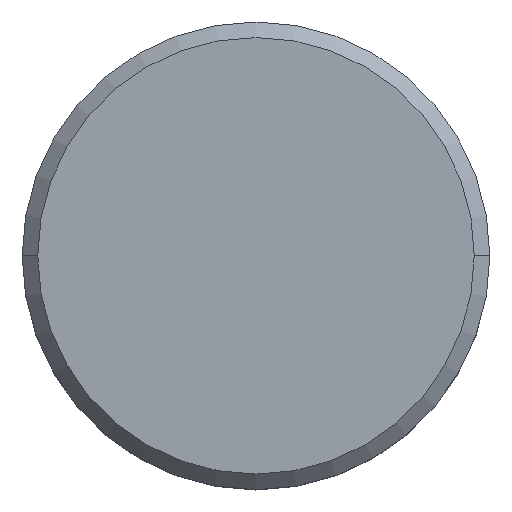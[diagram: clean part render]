
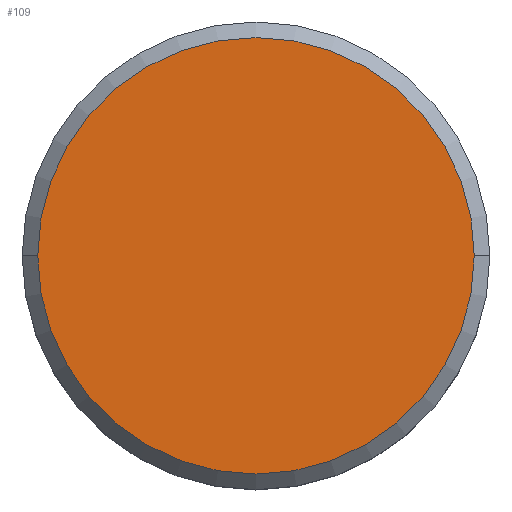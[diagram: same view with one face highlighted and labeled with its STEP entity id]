
A CAD part, top view. The second image highlights one B-rep face of the part: STEP entity #109.
In plain terms, the highlighted planar face has unit normal (0, 0, 1).
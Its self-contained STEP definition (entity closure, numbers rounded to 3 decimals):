
#4 = DIRECTION ( 'NONE',  ( 0., 0., 1. ) ) ;
#109 = ADVANCED_FACE ( 'NONE', ( #410 ), #596, .T. ) ;
#116 = DIRECTION ( 'NONE',  ( 1., 0., 0. ) ) ;
#146 = ORIENTED_EDGE ( 'NONE', *, *, #595, .T. ) ;
#164 = VERTEX_POINT ( 'NONE', #236 ) ;
#168 = EDGE_CURVE ( 'NONE', #164, #438, #522, .T. ) ;
#170 = DIRECTION ( 'NONE',  ( 1., 0., 0. ) ) ;
#172 = CIRCLE ( 'NONE', #552, 7. ) ;
#175 = DIRECTION ( 'NONE',  ( 0., 0., 1. ) ) ;
#236 = CARTESIAN_POINT ( 'NONE',  ( -7., 0., 0. ) ) ;
#282 = AXIS2_PLACEMENT_3D ( 'NONE', #325, #175, #170 ) ;
#325 = CARTESIAN_POINT ( 'NONE',  ( 0., 0., 0. ) ) ;
#347 = ORIENTED_EDGE ( 'NONE', *, *, #168, .T. ) ;
#380 = CARTESIAN_POINT ( 'NONE',  ( 0., 0., 0. ) ) ;
#409 = CARTESIAN_POINT ( 'NONE',  ( 7., 0., 0. ) ) ;
#410 = FACE_OUTER_BOUND ( 'NONE', #524, .T. ) ;
#415 = CARTESIAN_POINT ( 'NONE',  ( 0., 0., 0. ) ) ;
#430 = AXIS2_PLACEMENT_3D ( 'NONE', #415, #4, #116 ) ;
#438 = VERTEX_POINT ( 'NONE', #409 ) ;
#522 = CIRCLE ( 'NONE', #430, 7. ) ;
#524 = EDGE_LOOP ( 'NONE', ( #347, #146 ) ) ;
#552 = AXIS2_PLACEMENT_3D ( 'NONE', #380, #568, #571 ) ;
#568 = DIRECTION ( 'NONE',  ( 0., 0., 1. ) ) ;
#571 = DIRECTION ( 'NONE',  ( 1., 0., 0. ) ) ;
#595 = EDGE_CURVE ( 'NONE', #438, #164, #172, .T. ) ;
#596 = PLANE ( 'NONE',  #282 ) ;
